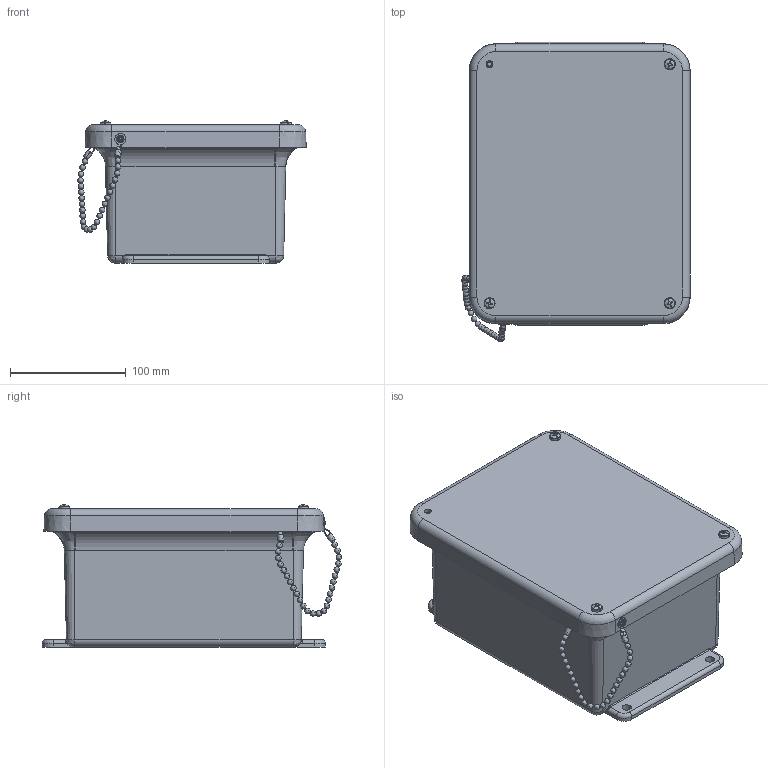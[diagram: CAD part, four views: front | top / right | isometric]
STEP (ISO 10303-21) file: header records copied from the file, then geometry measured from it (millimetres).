
FILE_DESCRIPTION(/* description */ (''),/* implementation_level */ '2;1');
FILE_NAME(/* name */ 'HW-J80604SC.stp',/* time_stamp */ '2014-03-17T06:18:08-05:00',/* author */ ('pmescher'),/* organization */ (''),/* preprocessor_version */ 'ST-DEVELOPER v15.2',/* originating_system */ 'Autodesk Inventor 2014',/* authorisation */ '');
FILE_SCHEMA (('AUTOMOTIVE_DESIGN { 1 0 10303 214 3 1 1 }'));
Length unit declared in the file: inch
Products named in the file (21): J806W_2; RMINS45821P_253; RMINS45821P_254; RMINS45821P_255; RMINS45821P_256; RMINS45821P_257; RMINS45821P_258; RMINS45821P_259; RMINS45821P_260; J806BW; J806WCVR; GASKET_806; WP806WU; RMSC10X063PHCPH; RMRIV44; RMWAS283X126X026; END; CURVED CHAIN_806; 10SS_806; RMRIV43; J806W_STP
Bounding box: 197.19 x 258.51 x 122.68 mm (x, y, z)
Volume: 735011.4 mm3; surface area: 378648.9 mm2
Topology: 20 solids, 20 shells, 753 faces, 1889 edges, 1189 vertices
Faces by surface type: cylinder 246, cone 169, plane 167, bspline 87, torus 50, sphere 34
Full cylindrical faces by diameter (mm): 3.175 x2, 3.2 x1, 3.556 x4, 3.683 x4, 3.861 x5, 3.962 x7, 3.967 x60, 4.762 x2, 4.826 x60, 5.537 x4, 6.35 x2, 6.858 x8, 7.188 x1
Entity records: 18484 total; most frequent: CARTESIAN_POINT 7378, DIRECTION 2382, ORIENTED_EDGE 1950, AXIS2_PLACEMENT_3D 1033, EDGE_CURVE 975, EDGE_LOOP 726, VERTEX_POINT 675, CIRCLE 516
